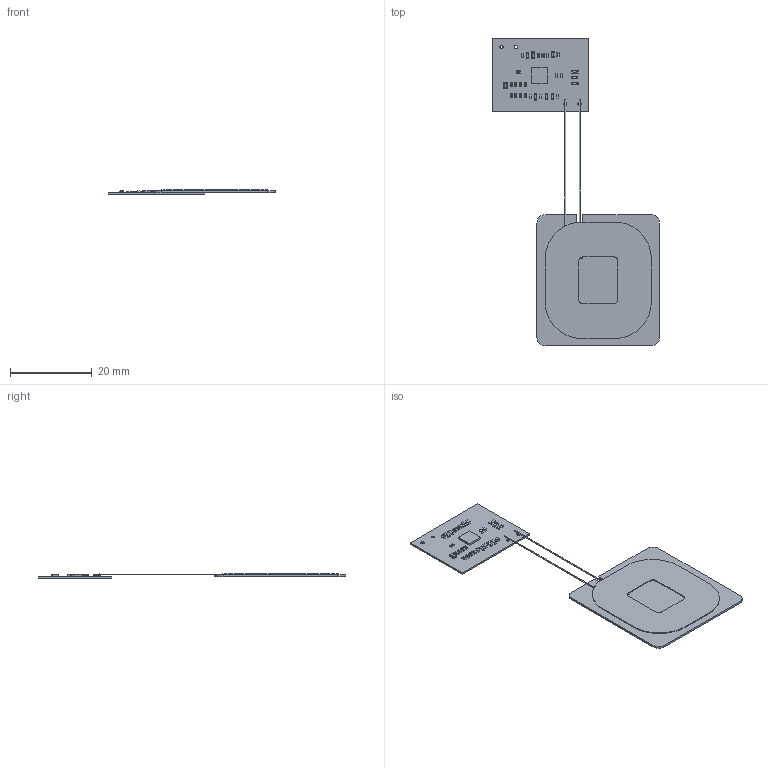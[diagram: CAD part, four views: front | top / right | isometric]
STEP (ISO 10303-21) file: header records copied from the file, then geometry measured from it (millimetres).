
FILE_DESCRIPTION((''),'2;1');
FILE_NAME('U05QR-6063_V1_0-210525_ASM','2025-02-18T11:12:23',('刘威'),(''),'CREO PARAMETRIC BY PTC INC, 2021063','CREO PARAMETRIC BY PTC INC, 2021063','');
FILE_SCHEMA(('CONFIG_CONTROL_DESIGN','SHAPE_APPEARANCE_LAYERS_GROUPS'));
Length unit declared in the file: millimetre
Products named in the file (43): BOARD; R0402_1; R0402_2; R0402_ASM; R11_ASM; R10_ASM; R9_ASM; R8_ASM; LED0603_B__RGB12305352; D4_ASM; CAPC1608_0603__RGB12305352; C1_ASM; C2_ASM; C3_ASM; C0402; C4_ASM; C5_ASM; C6_ASM; C7_ASM; C8_ASM; C9_ASM; C10_ASM; C11_ASM; C12_ASM; C13_ASM; C14_ASM; C15_ASM; C16_ASM; C17_ASM; R1_ASM; R2_ASM; R3_ASM; R4_ASM; R5_ASM; EXTRUDED; 723009560_ASM; U1_ASM; R12_ASM; R13_ASM; PCB_ASM ...
Assembly tree (67 placements, depth 5):
  U05QR-6063_V1_0-210525_ASM
    PCB_ASM
      BOARD
      R11_ASM
        R0402_ASM
          R0402_1
          R0402_2
      R10_ASM
        R0402_ASM
          R0402_1
          R0402_2
      R9_ASM
        R0402_ASM
          R0402_1
          R0402_2
      R8_ASM
        R0402_ASM
          R0402_1
          R0402_2
      D4_ASM
        LED0603_B__RGB12305352
      C1_ASM
        CAPC1608_0603__RGB12305352
      C2_ASM
        CAPC1608_0603__RGB12305352
      C3_ASM
        CAPC1608_0603__RGB12305352
      C4_ASM
        C0402
      C5_ASM
        C0402
      C6_ASM
        C0402
      C7_ASM
        C0402
      C8_ASM
        CAPC1608_0603__RGB12305352
      C9_ASM
        CAPC1608_0603__RGB12305352
      C10_ASM
        C0402
      C11_ASM
        C0402
      C12_ASM
        CAPC1608_0603__RGB12305352
      C13_ASM
        CAPC1608_0603__RGB12305352
      C14_ASM
        C0402
      C15_ASM
        CAPC1608_0603__RGB12305352
      C16_ASM
        C0402
      C17_ASM
        CAPC1608_0603__RGB12305352
      R1_ASM
        R0402_ASM
          R0402_1
          R0402_2
      R2_ASM
Bounding box: 40.87 x 75.19 x 1.13 mm (x, y, z)
Volume: 787.6 mm3; surface area: 4169.8 mm2
Topology: 45 solids, 45 shells, 1673 faces, 4137 edges, 2530 vertices
Faces by surface type: plane 860, cylinder 343, extrusion 330, sphere 140
Entity records: 13304 total; most frequent: CARTESIAN_POINT 3000, DIRECTION 1695, ORIENTED_EDGE 1314, PRESENTATION_STYLE_ASSIGNMENT 727, STYLED_ITEM 678, CURVE_STYLE 668, EDGE_CURVE 657, AXIS2_PLACEMENT_3D 605
